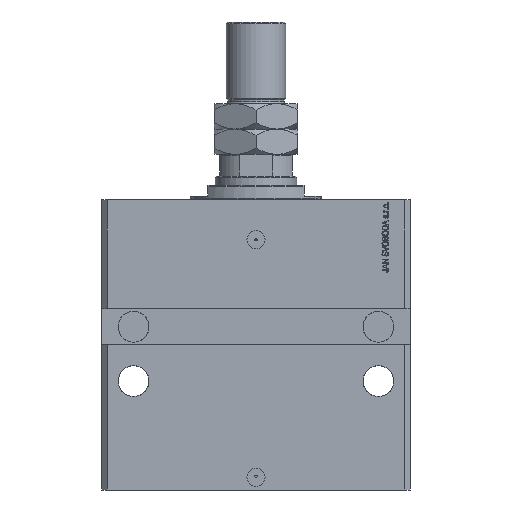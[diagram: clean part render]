
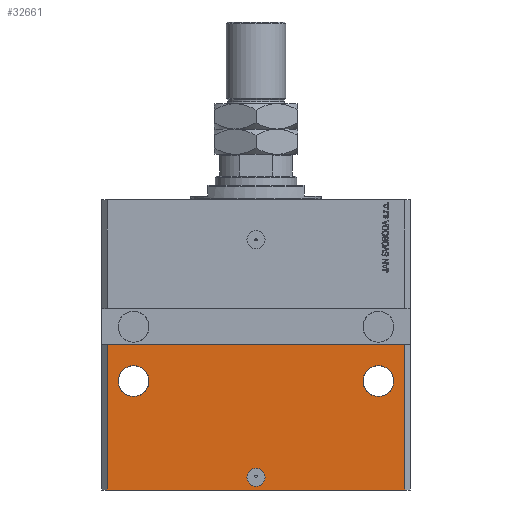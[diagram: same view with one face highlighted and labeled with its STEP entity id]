
A CAD part, front view. The second image highlights one B-rep face of the part: STEP entity #32661.
In plain terms, the highlighted planar face has unit normal (0, -1, 0).
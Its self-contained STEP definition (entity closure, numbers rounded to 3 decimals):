
#167 = ORIENTED_EDGE ( 'NONE', *, *, #5232, .F. ) ;
#201 = FACE_BOUND ( 'NONE', #16639, .T. ) ;
#441 = DIRECTION ( 'NONE',  ( 0., 0., -1. ) ) ;
#452 = VERTEX_POINT ( 'NONE', #9761 ) ;
#726 = CIRCLE ( 'NONE', #17084, 5. ) ;
#782 = CIRCLE ( 'NONE', #31051, 8.5 ) ;
#1517 = ORIENTED_EDGE ( 'NONE', *, *, #16295, .F. ) ;
#1729 = LINE ( 'NONE', #45017, #46374 ) ;
#2299 = DIRECTION ( 'NONE',  ( 0., -1., 0. ) ) ;
#2333 = ORIENTED_EDGE ( 'NONE', *, *, #9180, .T. ) ;
#2357 = EDGE_CURVE ( 'NONE', #27598, #452, #30499, .T. ) ;
#2449 = CARTESIAN_POINT ( 'NONE',  ( -82., -70., -160. ) ) ;
#2775 = VECTOR ( 'NONE', #46148, 1000. ) ;
#3786 = CARTESIAN_POINT ( 'NONE',  ( -82., -70., -160. ) ) ;
#4055 = DIRECTION ( 'NONE',  ( -1., 0., 0. ) ) ;
#4282 = FACE_OUTER_BOUND ( 'NONE', #11549, .T. ) ;
#5232 = EDGE_CURVE ( 'NONE', #48324, #7323, #16800, .T. ) ;
#6993 = ORIENTED_EDGE ( 'NONE', *, *, #16411, .F. ) ;
#7301 = AXIS2_PLACEMENT_3D ( 'NONE', #42769, #35559, #39175 ) ;
#7323 = VERTEX_POINT ( 'NONE', #29082 ) ;
#7586 = VERTEX_POINT ( 'NONE', #17253 ) ;
#8530 = DIRECTION ( 'NONE',  ( 0., -1., 0. ) ) ;
#9180 = EDGE_CURVE ( 'NONE', #20775, #27231, #31248, .T. ) ;
#9252 = VERTEX_POINT ( 'NONE', #47399 ) ;
#9761 = CARTESIAN_POINT ( 'NONE',  ( -82., -70., -80. ) ) ;
#10182 = FACE_BOUND ( 'NONE', #16930, .T. ) ;
#10216 = DIRECTION ( 'NONE',  ( 1., 0., 0. ) ) ;
#11549 = EDGE_LOOP ( 'NONE', ( #12965, #26007, #24811, #2333 ) ) ;
#11791 = DIRECTION ( 'NONE',  ( 0., 0., 1. ) ) ;
#12428 = DIRECTION ( 'NONE',  ( 1., 0., 0. ) ) ;
#12965 = ORIENTED_EDGE ( 'NONE', *, *, #46918, .F. ) ;
#14836 = VECTOR ( 'NONE', #18042, 1000. ) ;
#15570 = CARTESIAN_POINT ( 'NONE',  ( -76., -70., -100. ) ) ;
#15654 = CARTESIAN_POINT ( 'NONE',  ( 82., -70., -160. ) ) ;
#15799 = FACE_BOUND ( 'NONE', #45327, .T. ) ;
#16295 = EDGE_CURVE ( 'NONE', #9252, #48188, #726, .T. ) ;
#16411 = EDGE_CURVE ( 'NONE', #17487, #7586, #43293, .T. ) ;
#16639 = EDGE_LOOP ( 'NONE', ( #49646, #6993 ) ) ;
#16800 = CIRCLE ( 'NONE', #20058, 8.5 ) ;
#16930 = EDGE_LOOP ( 'NONE', ( #46642, #1517 ) ) ;
#17084 = AXIS2_PLACEMENT_3D ( 'NONE', #37383, #2299, #10216 ) ;
#17253 = CARTESIAN_POINT ( 'NONE',  ( 76., -70., -100. ) ) ;
#17487 = VERTEX_POINT ( 'NONE', #24714 ) ;
#17978 = AXIS2_PLACEMENT_3D ( 'NONE', #41177, #33479, #45528 ) ;
#18042 = DIRECTION ( 'NONE',  ( 1., 0., 0. ) ) ;
#19883 = DIRECTION ( 'NONE',  ( 0., -1., 0. ) ) ;
#20058 = AXIS2_PLACEMENT_3D ( 'NONE', #23510, #39154, #4055 ) ;
#20775 = VERTEX_POINT ( 'NONE', #15654 ) ;
#22081 = CARTESIAN_POINT ( 'NONE',  ( -82., -70., -160. ) ) ;
#22868 = CIRCLE ( 'NONE', #7301, 8.5 ) ;
#23088 = CARTESIAN_POINT ( 'NONE',  ( -82., -70., -160. ) ) ;
#23510 = CARTESIAN_POINT ( 'NONE',  ( -67.5, -70., -100. ) ) ;
#24371 = EDGE_CURVE ( 'NONE', #7586, #17487, #22868, .T. ) ;
#24679 = EDGE_CURVE ( 'NONE', #7323, #48324, #782, .T. ) ;
#24714 = CARTESIAN_POINT ( 'NONE',  ( 59., -70., -100. ) ) ;
#24811 = ORIENTED_EDGE ( 'NONE', *, *, #32039, .T. ) ;
#25920 = EDGE_CURVE ( 'NONE', #48188, #9252, #49932, .T. ) ;
#26007 = ORIENTED_EDGE ( 'NONE', *, *, #2357, .F. ) ;
#26067 = CARTESIAN_POINT ( 'NONE',  ( 5., -70., -153. ) ) ;
#27231 = VERTEX_POINT ( 'NONE', #38040 ) ;
#27598 = VERTEX_POINT ( 'NONE', #22081 ) ;
#28605 = DIRECTION ( 'NONE',  ( 1., 0., 0. ) ) ;
#29082 = CARTESIAN_POINT ( 'NONE',  ( -59., -70., -100. ) ) ;
#30499 = LINE ( 'NONE', #23088, #2775 ) ;
#30753 = CARTESIAN_POINT ( 'NONE',  ( 82., -70., -160. ) ) ;
#31051 = AXIS2_PLACEMENT_3D ( 'NONE', #43635, #8530, #31584 ) ;
#31248 = LINE ( 'NONE', #30753, #41386 ) ;
#31584 = DIRECTION ( 'NONE',  ( -1., 0., 0. ) ) ;
#32039 = EDGE_CURVE ( 'NONE', #27598, #20775, #41380, .T. ) ;
#32661 = ADVANCED_FACE ( 'NONE', ( #10182, #201, #15799, #4282 ), #35772, .T. ) ;
#33479 = DIRECTION ( 'NONE',  ( 0., -1., 0. ) ) ;
#33670 = AXIS2_PLACEMENT_3D ( 'NONE', #3786, #19883, #441 ) ;
#35559 = DIRECTION ( 'NONE',  ( 0., -1., 0. ) ) ;
#35772 = PLANE ( 'NONE',  #33670 ) ;
#36245 = DIRECTION ( 'NONE',  ( 0., -1., 0. ) ) ;
#37383 = CARTESIAN_POINT ( 'NONE',  ( 0., -70., -153. ) ) ;
#38040 = CARTESIAN_POINT ( 'NONE',  ( 82., -70., -80. ) ) ;
#39154 = DIRECTION ( 'NONE',  ( 0., -1., 0. ) ) ;
#39175 = DIRECTION ( 'NONE',  ( 1., 0., 0. ) ) ;
#41177 = CARTESIAN_POINT ( 'NONE',  ( 0., -70., -153. ) ) ;
#41380 = LINE ( 'NONE', #2449, #14836 ) ;
#41386 = VECTOR ( 'NONE', #11791, 1000. ) ;
#42512 = CARTESIAN_POINT ( 'NONE',  ( 67.5, -70., -100. ) ) ;
#42769 = CARTESIAN_POINT ( 'NONE',  ( 67.5, -70., -100. ) ) ;
#43293 = CIRCLE ( 'NONE', #48181, 8.5 ) ;
#43635 = CARTESIAN_POINT ( 'NONE',  ( -67.5, -70., -100. ) ) ;
#45017 = CARTESIAN_POINT ( 'NONE',  ( -85., -70., -80. ) ) ;
#45327 = EDGE_LOOP ( 'NONE', ( #46600, #167 ) ) ;
#45528 = DIRECTION ( 'NONE',  ( 1., 0., 0. ) ) ;
#46148 = DIRECTION ( 'NONE',  ( 0., 0., 1. ) ) ;
#46374 = VECTOR ( 'NONE', #28605, 1000. ) ;
#46600 = ORIENTED_EDGE ( 'NONE', *, *, #24679, .F. ) ;
#46642 = ORIENTED_EDGE ( 'NONE', *, *, #25920, .F. ) ;
#46918 = EDGE_CURVE ( 'NONE', #452, #27231, #1729, .T. ) ;
#47399 = CARTESIAN_POINT ( 'NONE',  ( -5., -70., -153. ) ) ;
#48181 = AXIS2_PLACEMENT_3D ( 'NONE', #42512, #36245, #12428 ) ;
#48188 = VERTEX_POINT ( 'NONE', #26067 ) ;
#48324 = VERTEX_POINT ( 'NONE', #15570 ) ;
#49646 = ORIENTED_EDGE ( 'NONE', *, *, #24371, .F. ) ;
#49932 = CIRCLE ( 'NONE', #17978, 5. ) ;
